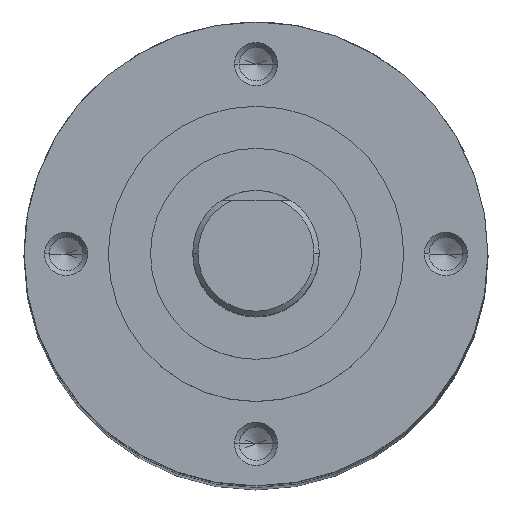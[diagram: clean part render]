
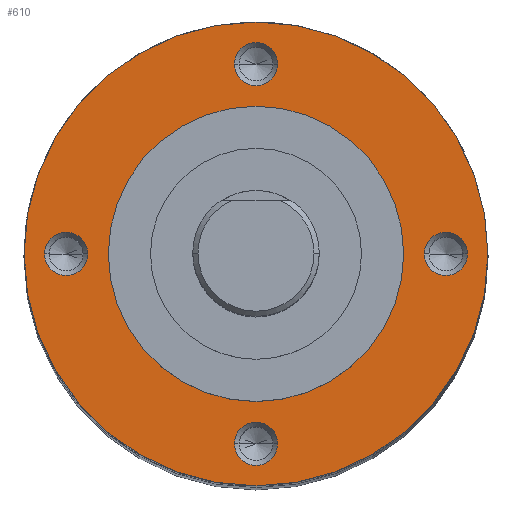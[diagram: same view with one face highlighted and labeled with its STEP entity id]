
A CAD part, top view. The second image highlights one B-rep face of the part: STEP entity #610.
In plain terms, the highlighted planar face has unit normal (0, 0, 1).
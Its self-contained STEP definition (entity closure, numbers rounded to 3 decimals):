
#17 = VERTEX_POINT ( 'NONE', #1961 ) ;
#182 = VERTEX_POINT ( 'NONE', #3891 ) ;
#191 = EDGE_CURVE ( 'NONE', #17, #182, #3994, .T. ) ;
#210 = VERTEX_POINT ( 'NONE', #4000 ) ;
#232 = EDGE_CURVE ( 'NONE', #300, #210, #4009, .T. ) ;
#297 = VERTEX_POINT ( 'NONE', #4254 ) ;
#300 = VERTEX_POINT ( 'NONE', #4259 ) ;
#315 = EDGE_LOOP ( 'NONE', ( #532, #589 ) ) ;
#318 = VERTEX_POINT ( 'NONE', #4148 ) ;
#320 = EDGE_CURVE ( 'NONE', #318, #297, #4215, .T. ) ;
#485 = EDGE_LOOP ( 'NONE', ( #635, #494 ) ) ;
#494 = ORIENTED_EDGE ( 'NONE', *, *, #1920, .F. ) ;
#495 = EDGE_CURVE ( 'NONE', #210, #300, #4640, .T. ) ;
#497 = ORIENTED_EDGE ( 'NONE', *, *, #191, .F. ) ;
#529 = ORIENTED_EDGE ( 'NONE', *, *, #530, .F. ) ;
#530 = EDGE_CURVE ( 'NONE', #1543, #1511, #4702, .T. ) ;
#532 = ORIENTED_EDGE ( 'NONE', *, *, #590, .F. ) ;
#533 = ORIENTED_EDGE ( 'NONE', *, *, #609, .T. ) ;
#562 = EDGE_LOOP ( 'NONE', ( #621, #497 ) ) ;
#564 = EDGE_LOOP ( 'NONE', ( #625, #636 ) ) ;
#588 = EDGE_LOOP ( 'NONE', ( #529, #742 ) ) ;
#589 = ORIENTED_EDGE ( 'NONE', *, *, #320, .F. ) ;
#590 = EDGE_CURVE ( 'NONE', #297, #318, #4759, .T. ) ;
#591 = EDGE_CURVE ( 'NONE', #1919, #1889, #4753, .T. ) ;
#603 = EDGE_CURVE ( 'NONE', #182, #17, #4763, .T. ) ;
#609 = EDGE_CURVE ( 'NONE', #1586, #1563, #4798, .T. ) ;
#610 = ADVANCED_FACE ( 'NONE', ( #4783, #4785, #4797, #4776, #4784, #4781 ), #4817, .T. ) ;
#621 = ORIENTED_EDGE ( 'NONE', *, *, #603, .F. ) ;
#624 = EDGE_LOOP ( 'NONE', ( #533, #642 ) ) ;
#625 = ORIENTED_EDGE ( 'NONE', *, *, #495, .F. ) ;
#635 = ORIENTED_EDGE ( 'NONE', *, *, #591, .F. ) ;
#636 = ORIENTED_EDGE ( 'NONE', *, *, #232, .F. ) ;
#642 = ORIENTED_EDGE ( 'NONE', *, *, #1570, .T. ) ;
#742 = ORIENTED_EDGE ( 'NONE', *, *, #1528, .F. ) ;
#1511 = VERTEX_POINT ( 'NONE', #5932 ) ;
#1528 = EDGE_CURVE ( 'NONE', #1511, #1543, #6070, .T. ) ;
#1543 = VERTEX_POINT ( 'NONE', #6102 ) ;
#1563 = VERTEX_POINT ( 'NONE', #7281 ) ;
#1570 = EDGE_CURVE ( 'NONE', #1563, #1586, #7265, .T. ) ;
#1586 = VERTEX_POINT ( 'NONE', #6045 ) ;
#1889 = VERTEX_POINT ( 'NONE', #7105 ) ;
#1919 = VERTEX_POINT ( 'NONE', #7356 ) ;
#1920 = EDGE_CURVE ( 'NONE', #1889, #1919, #7347, .T. ) ;
#1961 = CARTESIAN_POINT ( 'NONE',  ( -1.025, 9., 42.5 ) ) ;
#3891 = CARTESIAN_POINT ( 'NONE',  ( 1.025, 9., 42.5 ) ) ;
#3936 = CARTESIAN_POINT ( 'NONE',  ( 0., 9., 42.5 ) ) ;
#3937 = AXIS2_PLACEMENT_3D ( 'NONE', #3936, #3973, #3972 ) ;
#3972 = DIRECTION ( 'NONE',  ( 1., 0., 0. ) ) ;
#3973 = DIRECTION ( 'NONE',  ( 0., 0., 1. ) ) ;
#3994 = CIRCLE ( 'NONE', #3937, 1.025 ) ;
#4000 = CARTESIAN_POINT ( 'NONE',  ( 1.025, -9., 42.5 ) ) ;
#4001 = AXIS2_PLACEMENT_3D ( 'NONE', #4036, #4035, #4034 ) ;
#4009 = CIRCLE ( 'NONE', #4001, 1.025 ) ;
#4034 = DIRECTION ( 'NONE',  ( 1., 0., 0. ) ) ;
#4035 = DIRECTION ( 'NONE',  ( 0., 0., 1. ) ) ;
#4036 = CARTESIAN_POINT ( 'NONE',  ( 0., -9., 42.5 ) ) ;
#4148 = CARTESIAN_POINT ( 'NONE',  ( 7.975, 0., 42.5 ) ) ;
#4204 = DIRECTION ( 'NONE',  ( 0., 0., 1. ) ) ;
#4205 = CARTESIAN_POINT ( 'NONE',  ( 9., 0., 42.5 ) ) ;
#4215 = CIRCLE ( 'NONE', #4219, 1.025 ) ;
#4219 = AXIS2_PLACEMENT_3D ( 'NONE', #4205, #4204, #4220 ) ;
#4220 = DIRECTION ( 'NONE',  ( 1., 0., 0. ) ) ;
#4254 = CARTESIAN_POINT ( 'NONE',  ( 10.025, 0., 42.5 ) ) ;
#4259 = CARTESIAN_POINT ( 'NONE',  ( -1.025, -9., 42.5 ) ) ;
#4617 = DIRECTION ( 'NONE',  ( 1., 0., 0. ) ) ;
#4618 = DIRECTION ( 'NONE',  ( 0., 0., 1. ) ) ;
#4623 = CARTESIAN_POINT ( 'NONE',  ( 0., -9., 42.5 ) ) ;
#4638 = AXIS2_PLACEMENT_3D ( 'NONE', #4623, #4618, #4617 ) ;
#4640 = CIRCLE ( 'NONE', #4638, 1.025 ) ;
#4702 = CIRCLE ( 'NONE', #4710, 7. ) ;
#4708 = DIRECTION ( 'NONE',  ( 0., 0., 1. ) ) ;
#4709 = CARTESIAN_POINT ( 'NONE',  ( 0., 0., 42.5 ) ) ;
#4710 = AXIS2_PLACEMENT_3D ( 'NONE', #4709, #4708, #4715 ) ;
#4715 = DIRECTION ( 'NONE',  ( 1., 0., 0. ) ) ;
#4726 = CARTESIAN_POINT ( 'NONE',  ( 9., 0., 42.5 ) ) ;
#4727 = AXIS2_PLACEMENT_3D ( 'NONE', #4726, #4752, #4751 ) ;
#4729 = AXIS2_PLACEMENT_3D ( 'NONE', #4757, #4744, #4743 ) ;
#4743 = DIRECTION ( 'NONE',  ( 1., 0., 0. ) ) ;
#4744 = DIRECTION ( 'NONE',  ( 0., 0., 1. ) ) ;
#4751 = DIRECTION ( 'NONE',  ( 1., 0., 0. ) ) ;
#4752 = DIRECTION ( 'NONE',  ( 0., 0., 1. ) ) ;
#4753 = CIRCLE ( 'NONE', #4729, 1.025 ) ;
#4757 = CARTESIAN_POINT ( 'NONE',  ( -9., 0., 42.5 ) ) ;
#4759 = CIRCLE ( 'NONE', #4727, 1.025 ) ;
#4763 = CIRCLE ( 'NONE', #4775, 1.025 ) ;
#4773 = CARTESIAN_POINT ( 'NONE',  ( 0., 0., 42.5 ) ) ;
#4775 = AXIS2_PLACEMENT_3D ( 'NONE', #4796, #4787, #4786 ) ;
#4776 = FACE_BOUND ( 'NONE', #485, .T. ) ;
#4777 = DIRECTION ( 'NONE',  ( 1., 0., 0. ) ) ;
#4778 = DIRECTION ( 'NONE',  ( 0., 0., 1. ) ) ;
#4781 = FACE_BOUND ( 'NONE', #588, .T. ) ;
#4783 = FACE_BOUND ( 'NONE', #562, .T. ) ;
#4784 = FACE_OUTER_BOUND ( 'NONE', #624, .T. ) ;
#4785 = FACE_BOUND ( 'NONE', #315, .T. ) ;
#4786 = DIRECTION ( 'NONE',  ( 1., 0., 0. ) ) ;
#4787 = DIRECTION ( 'NONE',  ( 0., 0., 1. ) ) ;
#4794 = AXIS2_PLACEMENT_3D ( 'NONE', #4773, #4778, #4777 ) ;
#4796 = CARTESIAN_POINT ( 'NONE',  ( 0., 9., 42.5 ) ) ;
#4797 = FACE_BOUND ( 'NONE', #564, .T. ) ;
#4798 = CIRCLE ( 'NONE', #4794, 10.995 ) ;
#4817 = PLANE ( 'NONE',  #4823 ) ;
#4820 = DIRECTION ( 'NONE',  ( 0., 0., 1. ) ) ;
#4823 = AXIS2_PLACEMENT_3D ( 'NONE', #4825, #4820, #4835 ) ;
#4825 = CARTESIAN_POINT ( 'NONE',  ( 0., 0., 42.5 ) ) ;
#4835 = DIRECTION ( 'NONE',  ( 1., 0., 0. ) ) ;
#5932 = CARTESIAN_POINT ( 'NONE',  ( 7., 0., 42.5 ) ) ;
#5986 = DIRECTION ( 'NONE',  ( 1., 0., 0. ) ) ;
#5987 = DIRECTION ( 'NONE',  ( 0., 0., 1. ) ) ;
#6045 = CARTESIAN_POINT ( 'NONE',  ( -10.995, 0., 42.5 ) ) ;
#6068 = CARTESIAN_POINT ( 'NONE',  ( 0., 0., 42.5 ) ) ;
#6069 = AXIS2_PLACEMENT_3D ( 'NONE', #6068, #5987, #5986 ) ;
#6070 = CIRCLE ( 'NONE', #6069, 7. ) ;
#6102 = CARTESIAN_POINT ( 'NONE',  ( -7., 0., 42.5 ) ) ;
#7105 = CARTESIAN_POINT ( 'NONE',  ( -10.025, 0., 42.5 ) ) ;
#7217 = DIRECTION ( 'NONE',  ( 0., 0., 1. ) ) ;
#7218 = CARTESIAN_POINT ( 'NONE',  ( 0., 0., 42.5 ) ) ;
#7245 = DIRECTION ( 'NONE',  ( 1., 0., 0. ) ) ;
#7259 = AXIS2_PLACEMENT_3D ( 'NONE', #7218, #7217, #7245 ) ;
#7265 = CIRCLE ( 'NONE', #7259, 10.995 ) ;
#7281 = CARTESIAN_POINT ( 'NONE',  ( 10.995, 0., 42.5 ) ) ;
#7326 = CARTESIAN_POINT ( 'NONE',  ( -9., 0., 42.5 ) ) ;
#7335 = DIRECTION ( 'NONE',  ( 1., 0., 0. ) ) ;
#7347 = CIRCLE ( 'NONE', #7357, 1.025 ) ;
#7350 = DIRECTION ( 'NONE',  ( 0., 0., 1. ) ) ;
#7356 = CARTESIAN_POINT ( 'NONE',  ( -7.975, 0., 42.5 ) ) ;
#7357 = AXIS2_PLACEMENT_3D ( 'NONE', #7326, #7350, #7335 ) ;
